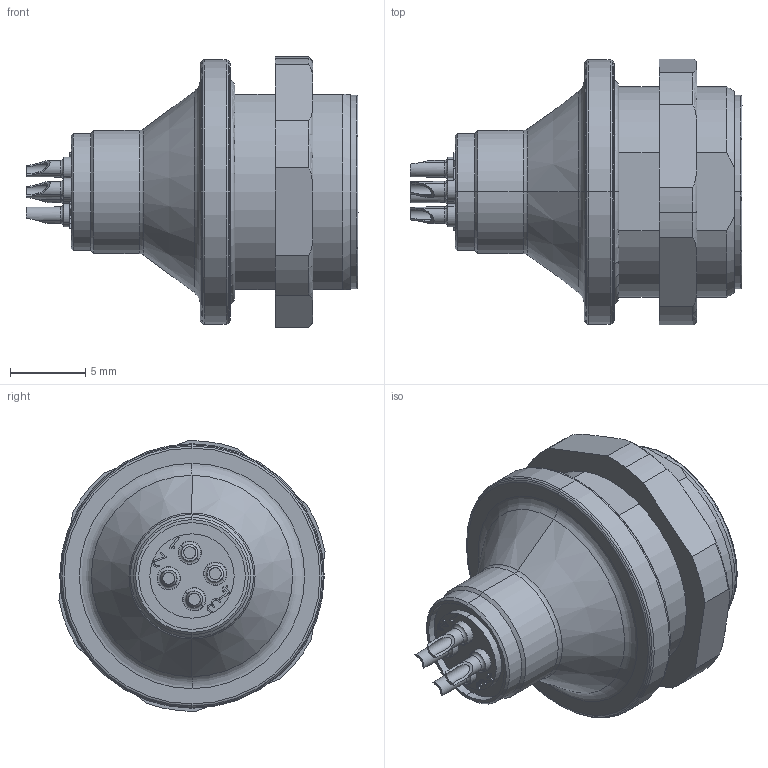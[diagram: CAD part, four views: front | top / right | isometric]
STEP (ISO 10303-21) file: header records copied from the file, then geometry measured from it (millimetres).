
FILE_DESCRIPTION(('STEP AP203'),'1');
FILE_NAME('09_4912_081_04.stp','2024-08-26T10:18:16',('TraceParts'),('TraceParts S.A.'),'Spatial InterOp 3D',' ',' ');
FILE_SCHEMA(('CONFIG_CONTROL_DESIGN'));
Length unit declared in the file: millimetre
Products named in the file (1): 1
Bounding box: 22.1 x 17.71 x 17.99 mm (x, y, z)
Volume: 1609.9 mm3; surface area: 2306.9 mm2
Topology: 2 solids, 2 shells, 350 faces, 854 edges, 537 vertices
Faces by surface type: cylinder 109, plane 97, torus 70, cone 33, bspline 24, extrusion 17
Entity records: 12320 total; most frequent: CARTESIAN_POINT 4097, DIRECTION 1742, ORIENTED_EDGE 1708, EDGE_CURVE 854, AXIS2_PLACEMENT_3D 721, VERTEX_POINT 537, CIRCLE 410, EDGE_LOOP 381
